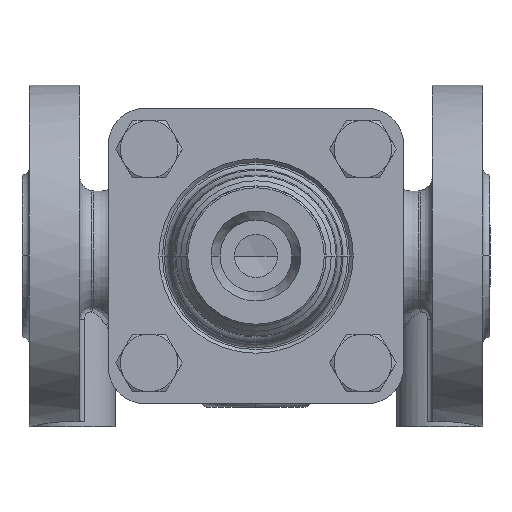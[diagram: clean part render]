
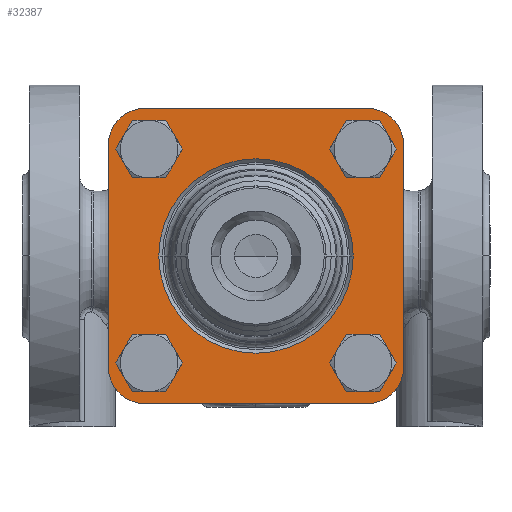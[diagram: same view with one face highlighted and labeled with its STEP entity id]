
A CAD part, front view. The second image highlights one B-rep face of the part: STEP entity #32387.
In plain terms, the highlighted planar face has unit normal (0, -1, 0).
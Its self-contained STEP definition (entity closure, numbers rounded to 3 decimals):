
#31938=CARTESIAN_POINT('',(-31.,0.,31.));
#31939=DIRECTION('',(0.,-1.,0.));
#31940=DIRECTION('',(0.,0.,1.));
#31941=AXIS2_PLACEMENT_3D('',#31938,#31939,#31940);
#31943=DIRECTION('',(1.,0.,0.));
#31944=VECTOR('',#31943,62.);
#31945=CARTESIAN_POINT('',(-31.,0.,41.));
#31946=LINE('',#31945,#31944);
#31947=CARTESIAN_POINT('',(31.,0.,31.));
#31948=DIRECTION('',(0.,-1.,0.));
#31949=DIRECTION('',(1.,0.,0.));
#31950=AXIS2_PLACEMENT_3D('',#31947,#31948,#31949);
#31952=DIRECTION('',(0.,0.,-1.));
#31953=VECTOR('',#31952,62.);
#31954=CARTESIAN_POINT('',(41.,0.,31.));
#31955=LINE('',#31954,#31953);
#31956=CARTESIAN_POINT('',(31.,0.,-31.));
#31957=DIRECTION('',(0.,-1.,0.));
#31958=DIRECTION('',(0.,0.,-1.));
#31959=AXIS2_PLACEMENT_3D('',#31956,#31957,#31958);
#31961=DIRECTION('',(-1.,0.,0.));
#31962=VECTOR('',#31961,62.);
#31963=CARTESIAN_POINT('',(31.,0.,-41.));
#31964=LINE('',#31963,#31962);
#31965=CARTESIAN_POINT('',(-31.,0.,-31.));
#31966=DIRECTION('',(0.,-1.,0.));
#31967=DIRECTION('',(-1.,0.,0.));
#31968=AXIS2_PLACEMENT_3D('',#31965,#31966,#31967);
#31970=DIRECTION('',(0.,0.,1.));
#31971=VECTOR('',#31970,62.);
#31972=CARTESIAN_POINT('',(-41.,0.,-31.));
#31973=LINE('',#31972,#31971);
#31974=CARTESIAN_POINT('',(0.,0.,
0.));
#31975=DIRECTION('',(0.,1.,0.));
#31976=DIRECTION('',(1.,0.,0.));
#31977=AXIS2_PLACEMENT_3D('',#31974,#31975,#31976);
#31979=CARTESIAN_POINT('',(0.,0.,
0.));
#31980=DIRECTION('',(0.,1.,0.));
#31981=DIRECTION('',(-1.,0.,0.));
#31982=AXIS2_PLACEMENT_3D('',#31979,#31980,#31981);
#31984=CARTESIAN_POINT('',(-29.698,0.,29.698));
#31985=DIRECTION('',(0.,-1.,0.));
#31986=DIRECTION('',(1.,0.,0.));
#31987=AXIS2_PLACEMENT_3D('',#31984,#31985,#31986);
#31989=CARTESIAN_POINT('',(-29.698,0.,29.698));
#31990=DIRECTION('',(0.,-1.,0.));
#31991=DIRECTION('',(-1.,0.,0.));
#31992=AXIS2_PLACEMENT_3D('',#31989,#31990,#31991);
#31994=CARTESIAN_POINT('',(29.698,0.,29.698));
#31995=DIRECTION('',(0.,-1.,0.));
#31996=DIRECTION('',(1.,0.,0.));
#31997=AXIS2_PLACEMENT_3D('',#31994,#31995,#31996);
#31999=CARTESIAN_POINT('',(29.698,0.,29.698));
#32000=DIRECTION('',(0.,-1.,0.));
#32001=DIRECTION('',(-1.,0.,0.));
#32002=AXIS2_PLACEMENT_3D('',#31999,#32000,#32001);
#32004=CARTESIAN_POINT('',(29.698,0.,-29.698));
#32005=DIRECTION('',(0.,-1.,0.));
#32006=DIRECTION('',(1.,0.,0.));
#32007=AXIS2_PLACEMENT_3D('',#32004,#32005,#32006);
#32009=CARTESIAN_POINT('',(29.698,0.,-29.698));
#32010=DIRECTION('',(0.,-1.,0.));
#32011=DIRECTION('',(-1.,0.,0.));
#32012=AXIS2_PLACEMENT_3D('',#32009,#32010,#32011);
#32014=CARTESIAN_POINT('',(-29.698,0.,-29.698));
#32015=DIRECTION('',(0.,-1.,0.));
#32016=DIRECTION('',(1.,0.,0.));
#32017=AXIS2_PLACEMENT_3D('',#32014,#32015,#32016);
#32019=CARTESIAN_POINT('',(-29.698,0.,-29.698));
#32020=DIRECTION('',(0.,-1.,0.));
#32021=DIRECTION('',(-1.,0.,0.));
#32022=AXIS2_PLACEMENT_3D('',#32019,#32020,#32021);
#32254=CARTESIAN_POINT('',(-31.,0.,41.));
#32255=CARTESIAN_POINT('',(-41.,0.,31.));
#32256=VERTEX_POINT('',#32254);
#32257=VERTEX_POINT('',#32255);
#32262=CARTESIAN_POINT('',(41.,0.,31.));
#32263=CARTESIAN_POINT('',(31.,0.,41.));
#32264=VERTEX_POINT('',#32262);
#32265=VERTEX_POINT('',#32263);
#32270=CARTESIAN_POINT('',(31.,0.,-41.));
#32271=CARTESIAN_POINT('',(41.,0.,-31.));
#32272=VERTEX_POINT('',#32270);
#32273=VERTEX_POINT('',#32271);
#32278=CARTESIAN_POINT('',(-41.,0.,-31.));
#32279=CARTESIAN_POINT('',(-31.,0.,-41.));
#32280=VERTEX_POINT('',#32278);
#32281=VERTEX_POINT('',#32279);
#32294=CARTESIAN_POINT('',(27.,0.,0.));
#32295=CARTESIAN_POINT('',(-27.,0.,0.));
#32296=VERTEX_POINT('',#32294);
#32297=VERTEX_POINT('',#32295);
#32302=CARTESIAN_POINT('',(-23.948,0.,29.698));
#32303=CARTESIAN_POINT('',(-35.448,0.,29.698));
#32304=VERTEX_POINT('',#32302);
#32305=VERTEX_POINT('',#32303);
#32310=CARTESIAN_POINT('',(35.448,0.,29.698));
#32311=CARTESIAN_POINT('',(23.948,0.,29.698));
#32312=VERTEX_POINT('',#32310);
#32313=VERTEX_POINT('',#32311);
#32318=CARTESIAN_POINT('',(35.448,0.,-29.698));
#32319=CARTESIAN_POINT('',(23.948,0.,-29.698));
#32320=VERTEX_POINT('',#32318);
#32321=VERTEX_POINT('',#32319);
#32326=CARTESIAN_POINT('',(-23.948,0.,-29.698));
#32327=CARTESIAN_POINT('',(-35.448,0.,-29.698));
#32328=VERTEX_POINT('',#32326);
#32329=VERTEX_POINT('',#32327);
#32334=CARTESIAN_POINT('',(0.,0.,0.));
#32335=DIRECTION('',(0.,1.,0.));
#32336=DIRECTION('',(1.,0.,0.));
#32337=AXIS2_PLACEMENT_3D('',#32334,#32335,#32336);
#32338=PLANE('',#32337);
#32340=ORIENTED_EDGE('',*,*,#32339,.F.);
#32342=ORIENTED_EDGE('',*,*,#32341,.T.);
#32344=ORIENTED_EDGE('',*,*,#32343,.F.);
#32346=ORIENTED_EDGE('',*,*,#32345,.T.);
#32348=ORIENTED_EDGE('',*,*,#32347,.F.);
#32350=ORIENTED_EDGE('',*,*,#32349,.T.);
#32352=ORIENTED_EDGE('',*,*,#32351,.F.);
#32354=ORIENTED_EDGE('',*,*,#32353,.T.);
#32355=EDGE_LOOP('',(#32340,#32342,#32344,#32346,#32348,#32350,#32352,#32354));
#32356=FACE_OUTER_BOUND('',#32355,.F.);
#32358=ORIENTED_EDGE('',*,*,#32357,.F.);
#32360=ORIENTED_EDGE('',*,*,#32359,.F.);
#32361=EDGE_LOOP('',(#32358,#32360));
#32362=FACE_BOUND('',#32361,.F.);
#32364=ORIENTED_EDGE('',*,*,#32363,.T.);
#32366=ORIENTED_EDGE('',*,*,#32365,.T.);
#32367=EDGE_LOOP('',(#32364,#32366));
#32368=FACE_BOUND('',#32367,.F.);
#32370=ORIENTED_EDGE('',*,*,#32369,.T.);
#32372=ORIENTED_EDGE('',*,*,#32371,.T.);
#32373=EDGE_LOOP('',(#32370,#32372));
#32374=FACE_BOUND('',#32373,.F.);
#32376=ORIENTED_EDGE('',*,*,#32375,.T.);
#32378=ORIENTED_EDGE('',*,*,#32377,.T.);
#32379=EDGE_LOOP('',(#32376,#32378));
#32380=FACE_BOUND('',#32379,.F.);
#32382=ORIENTED_EDGE('',*,*,#32381,.T.);
#32384=ORIENTED_EDGE('',*,*,#32383,.T.);
#32385=EDGE_LOOP('',(#32382,#32384));
#32386=FACE_BOUND('',#32385,.F.);
#32387=ADVANCED_FACE('',(#32356,#32362,#32368,#32374,#32380,#32386),#32338,.F.);
#31942=CIRCLE('',#31941,10.);
#31951=CIRCLE('',#31950,10.);
#31960=CIRCLE('',#31959,10.);
#31969=CIRCLE('',#31968,10.);
#31978=CIRCLE('',#31977,27.);
#31983=CIRCLE('',#31982,27.);
#31988=CIRCLE('',#31987,5.75);
#31993=CIRCLE('',#31992,5.75);
#31998=CIRCLE('',#31997,5.75);
#32003=CIRCLE('',#32002,5.75);
#32008=CIRCLE('',#32007,5.75);
#32013=CIRCLE('',#32012,5.75);
#32018=CIRCLE('',#32017,5.75);
#32023=CIRCLE('',#32022,5.75);
#32339=EDGE_CURVE('',#32256,#32257,#31942,.T.);
#32341=EDGE_CURVE('',#32256,#32265,#31946,.T.);
#32343=EDGE_CURVE('',#32264,#32265,#31951,.T.);
#32345=EDGE_CURVE('',#32264,#32273,#31955,.T.);
#32347=EDGE_CURVE('',#32272,#32273,#31960,.T.);
#32349=EDGE_CURVE('',#32272,#32281,#31964,.T.);
#32351=EDGE_CURVE('',#32280,#32281,#31969,.T.);
#32353=EDGE_CURVE('',#32280,#32257,#31973,.T.);
#32357=EDGE_CURVE('',#32296,#32297,#31978,.T.);
#32359=EDGE_CURVE('',#32297,#32296,#31983,.T.);
#32363=EDGE_CURVE('',#32304,#32305,#31988,.T.);
#32365=EDGE_CURVE('',#32305,#32304,#31993,.T.);
#32369=EDGE_CURVE('',#32312,#32313,#31998,.T.);
#32371=EDGE_CURVE('',#32313,#32312,#32003,.T.);
#32375=EDGE_CURVE('',#32320,#32321,#32008,.T.);
#32377=EDGE_CURVE('',#32321,#32320,#32013,.T.);
#32381=EDGE_CURVE('',#32328,#32329,#32018,.T.);
#32383=EDGE_CURVE('',#32329,#32328,#32023,.T.);
